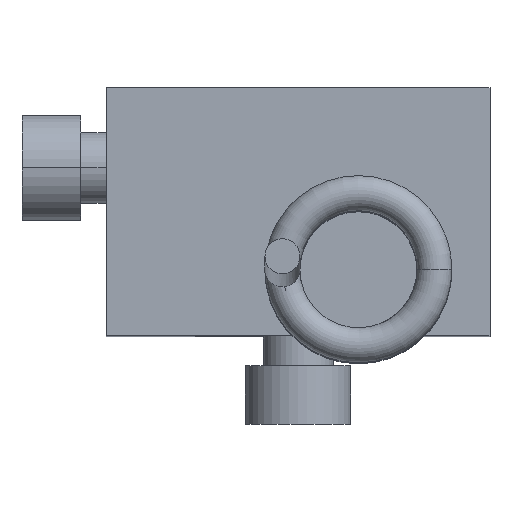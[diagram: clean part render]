
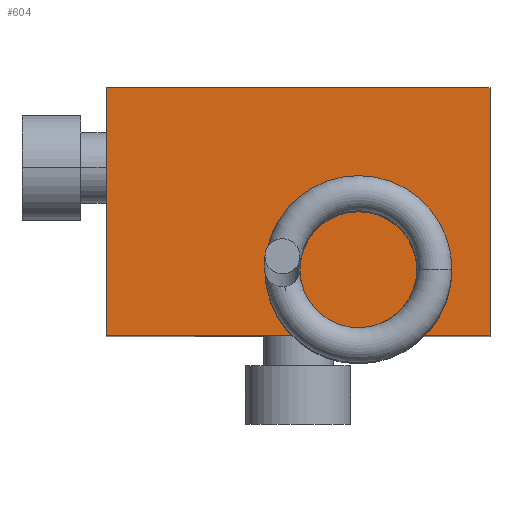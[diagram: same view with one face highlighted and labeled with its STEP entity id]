
A CAD part, top view. The second image highlights one B-rep face of the part: STEP entity #604.
In plain terms, the highlighted planar face has unit normal (0, 0, 1).
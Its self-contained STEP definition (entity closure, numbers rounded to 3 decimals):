
#604=ADVANCED_FACE('FACE159',(#1189,#1190),#1191,.T.);
#1189=FACE_BOUND('',#1808,.T.);
#1190=FACE_OUTER_BOUND('',#1809,.T.);
#1191=PLANE('',#1810);
#1808=EDGE_LOOP('',(#3158,#3159));
#1809=EDGE_LOOP('',(#3160,#3161,#3162,#3163));
#1810=AXIS2_PLACEMENT_3D('',#3164,#3165,#3166);
#3158=ORIENTED_EDGE('',*,*,#3825,.T.);
#3159=ORIENTED_EDGE('',*,*,#3823,.T.);
#3160=ORIENTED_EDGE('',*,*,#3839,.T.);
#3161=ORIENTED_EDGE('',*,*,#3840,.T.);
#3162=ORIENTED_EDGE('',*,*,#3841,.T.);
#3163=ORIENTED_EDGE('',*,*,#3842,.T.);
#3164=CARTESIAN_POINT('',(0.0,-6.731,17.018));
#3165=DIRECTION('',(0.0,0.0,1.0));
#3166=DIRECTION('',(1.0,0.0,0.0));
#3823=EDGE_CURVE('EDGE310',#4544,#4546,#4548,.T.);
#3825=EDGE_CURVE('EDGE311',#4546,#4544,#4550,.T.);
#3839=EDGE_CURVE('EDGE320',#4568,#4569,#4570,.T.);
#3840=EDGE_CURVE('EDGE321',#4569,#4571,#4572,.T.);
#3841=EDGE_CURVE('EDGE322',#4571,#4573,#4574,.T.);
#3842=EDGE_CURVE('EDGE323',#4573,#4568,#4575,.T.);
#4544=VERTEX_POINT('VERTEX159',#5417);
#4546=VERTEX_POINT('VERTEX160',#5420);
#4548=CIRCLE('',#5423,0.953);
#4550=CIRCLE('',#5425,0.953);
#4568=VERTEX_POINT('VERTEX165',#5447);
#4569=VERTEX_POINT('VERTEX166',#5448);
#4570=LINE('',#5449,#5450);
#4571=VERTEX_POINT('VERTEX167',#5451);
#4572=LINE('',#5452,#5453);
#4573=VERTEX_POINT('VERTEX168',#5454);
#4574=LINE('',#5455,#5456);
#4575=LINE('',#5457,#5458);
#5417=CARTESIAN_POINT('',(8.35,-9.922,17.018));
#5420=CARTESIAN_POINT('',(6.445,-9.922,17.018));
#5423=AXIS2_PLACEMENT_3D('',#6476,#6477,#6478);
#5425=AXIS2_PLACEMENT_3D('',#6479,#6480,#6481);
#5447=CARTESIAN_POINT('',(10.414,-13.462,17.018));
#5448=CARTESIAN_POINT('',(10.414,0.0,17.018));
#5449=CARTESIAN_POINT('',(10.414,-6.731,17.018));
#5450=VECTOR('',#6498,25.4);
#5451=CARTESIAN_POINT('',(-10.414,0.0,17.018));
#5452=CARTESIAN_POINT('',(0.0,0.0,17.018));
#5453=VECTOR('',#6499,25.4);
#5454=CARTESIAN_POINT('',(-10.414,-13.462,17.018));
#5455=CARTESIAN_POINT('',(-10.414,-6.731,17.018));
#5456=VECTOR('',#6500,25.4);
#5457=CARTESIAN_POINT('',(0.0,-13.462,17.018));
#5458=VECTOR('',#6501,25.4);
#6476=CARTESIAN_POINT('',(7.398,-9.922,17.018));
#6477=DIRECTION('',(0.0,0.0,-1.0));
#6478=DIRECTION('',(1.0,0.0,0.0));
#6479=CARTESIAN_POINT('',(7.398,-9.922,17.018));
#6480=DIRECTION('',(0.0,0.0,-1.0));
#6481=DIRECTION('',(1.0,0.0,0.0));
#6498=DIRECTION('',(0.0,1.0,0.0));
#6499=DIRECTION('',(-1.0,0.0,0.0));
#6500=DIRECTION('',(0.0,-1.0,0.0));
#6501=DIRECTION('',(1.0,0.0,0.0));
